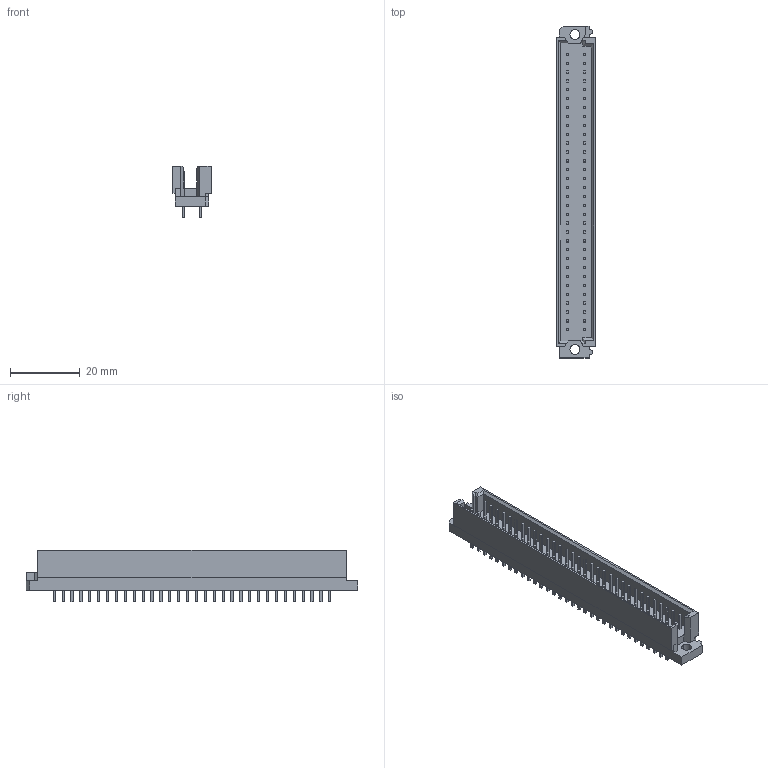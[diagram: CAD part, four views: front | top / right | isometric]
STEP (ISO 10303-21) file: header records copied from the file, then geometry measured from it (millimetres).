
FILE_DESCRIPTION((''),'2;1');
FILE_NAME('TYCO_5650933-5.stp','2012-12-10T13:56:55',(''),(''),'Mechanical Desktop 2011','Mechanical Desktop 2011',', , ');
FILE_SCHEMA(('AUTOMOTIVE_DESIGN { 1 2 10303 214 1 1 1 1 }'));
Length unit declared in the file: millimetre
Products named in the file (1): Product
Bounding box: 11 x 94.87 x 14.81 mm (x, y, z)
Volume: 5601.5 mm3; surface area: 7147.7 mm2
Topology: 129 solids, 129 shells, 838 faces, 1727 edges, 1148 vertices
Faces by surface type: bspline 770, plane 64, cylinder 4
Entity records: 21551 total; most frequent: CARTESIAN_POINT 6024, ORIENTED_EDGE 3454, DIRECTION 1873, EDGE_CURVE 1727, VECTOR 1719, LINE 1719, VERTEX_POINT 1148, EDGE_LOOP 843
